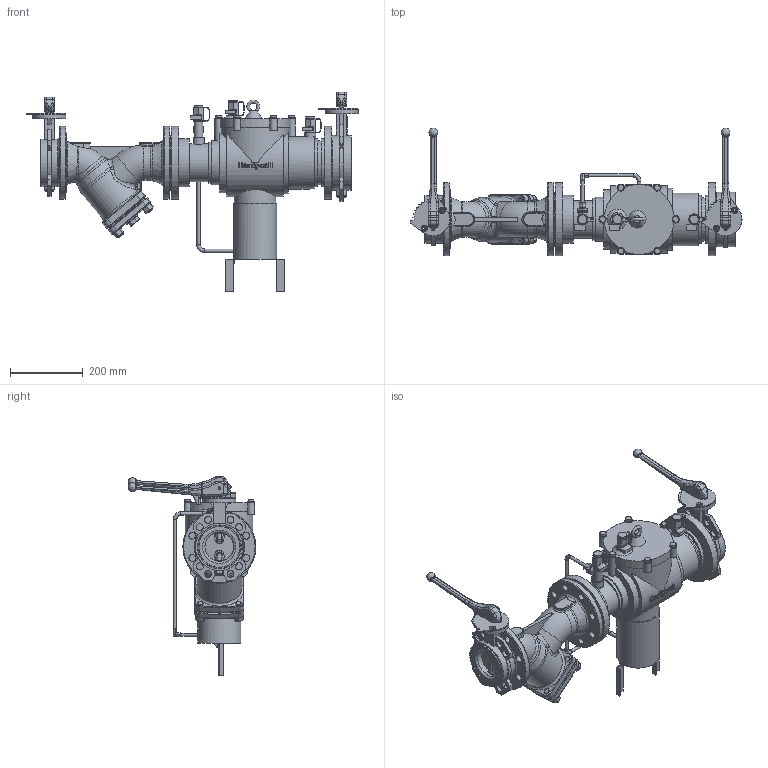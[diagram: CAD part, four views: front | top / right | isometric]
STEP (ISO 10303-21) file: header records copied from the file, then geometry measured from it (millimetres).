
FILE_DESCRIPTION(/* description */ (''),/* implementation_level */ '2;1');
FILE_NAME(/* name */ '1167-80M.step',/* time_stamp */ '2026-03-11T13:35:52+01:00',/* author */ (''),/* organization */ (''),/* preprocessor_version */ 'ST-DEVELOPER v20.1',/* originating_system */ 'Autodesk Translation Framework v14.24.0.0',/* authorisation */ '');
FILE_SCHEMA (('AUTOMOTIVE_DESIGN { 1 0 10303 214 3 1 1 }'));
Products named in the file (7): 2026-03-11-08-58-34-876; 2026-03-11-07-58-43-817; 2026-03-11-07-59-32-974; 2026-03-10-12-47-21-426; 2026-03-10-12-47-21-427; 2026-03-10-12-47-23-329; 2026-03-10-12-47-23-330
Assembly tree (6 placements, depth 3):
  2026-03-11-08-58-34-876
    2026-03-11-07-58-43-817
    2026-03-11-07-59-32-974
    2026-03-10-12-47-21-426
      2026-03-10-12-47-21-427
    2026-03-10-12-47-23-329
      2026-03-10-12-47-23-330
Bounding box: 910 x 349.91 x 548 mm (x, y, z)
Volume: 16562817.6 mm3; surface area: 1297290.2 mm2
Topology: 16 solids, 16 shells, 2675 faces, 7066 edges, 4530 vertices
Faces by surface type: plane 1697, cylinder 377, bspline 374, torus 112, cone 103, sphere 12
Full cylindrical faces by diameter (mm): 5 x4, 9 x12, 12 x1, 13.797 x8, 14 x9, 16 x25, 16.5 x4, 18 x4, 19 x30, 21 x2, 23 x1, 24 x9, 26 x1, 27 x1, 30 x2, 30.3 x1, 33.24 x1, 39 x1, 41 x1, 55 x2, 79.1 x1, 80 x4, 89.5 x2, 90 x2, 99 x1, 103 x1, 104 x1, 112 x2, 113 x1, 114 x1
Entity records: 134642 total; most frequent: CARTESIAN_POINT 67751, ORIENTED_EDGE 14076, DIRECTION 12624, EDGE_CURVE 7038, VERTEX_POINT 4530, LINE 4230, VECTOR 4230, AXIS2_PLACEMENT_3D 4197
